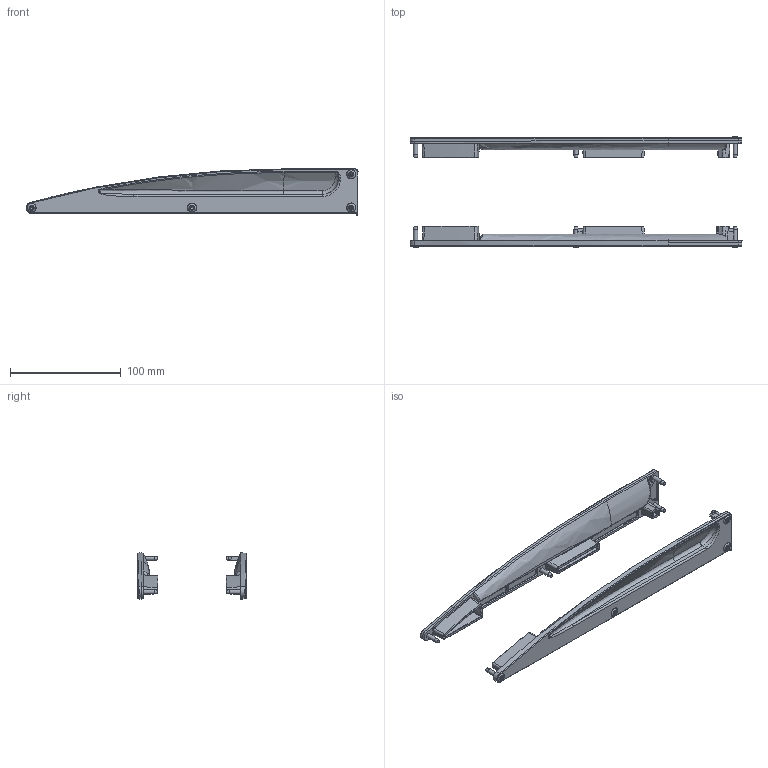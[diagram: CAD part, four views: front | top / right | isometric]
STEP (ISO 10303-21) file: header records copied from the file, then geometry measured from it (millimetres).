
FILE_DESCRIPTION(/* description */ ('Abdeckkappensatz für Tastaturablageprofil 8/ Regalboden 300x40 Al'),/* implementation_level */ '2;1');
FILE_NAME(/* name */ '22436_Abdeckkappensatz_für_Tastaturablageprofil_8_Regalboden_300x40_Al.stp',/* time_stamp */ '2021-03-16T11:38:25+01:00',/* author */ ('Nell'),/* organization */ (''),/* preprocessor_version */ 'ST-DEVELOPER v17',/* originating_system */ 'Autodesk Inventor 2018',/* authorisation */ '');
FILE_SCHEMA (('AUTOMOTIVE_DESIGN { 1 0 10303 214 3 1 1 }'));
Products named in the file (4): 22436; 22436_R; 22436_L; 22436_1
Assembly tree (10 placements, depth 2):
  22436
    22436_R
    22436_L
    22436_1  x8
Bounding box: 299.13 x 99.06 x 41.64 mm (x, y, z)
Volume: 113710.8 mm3; surface area: 68267.7 mm2
Topology: 10 solids, 10 shells, 1193 faces, 2891 edges, 1732 vertices
Faces by surface type: cylinder 374, bspline 353, plane 197, cone 141, torus 112, sphere 16
Full cylindrical faces by diameter (mm): 3.9 x8, 7.5 x8
Entity records: 46627 total; most frequent: CARTESIAN_POINT 24787, ORIENTED_EDGE 4770, DIRECTION 4397, EDGE_CURVE 2385, AXIS2_PLACEMENT_3D 1840, VERTEX_POINT 1417, EDGE_LOOP 1050, FACE_OUTER_BOUND 1004
